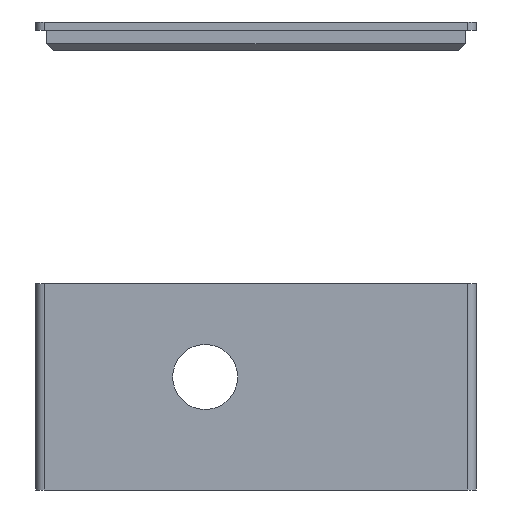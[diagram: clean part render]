
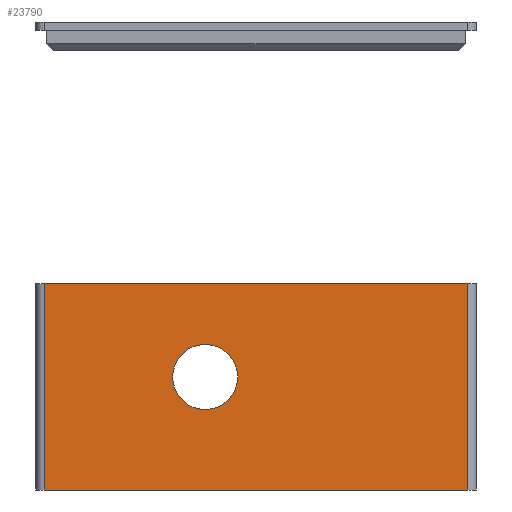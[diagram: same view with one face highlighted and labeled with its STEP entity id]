
A CAD part, left-side view. The second image highlights one B-rep face of the part: STEP entity #23790.
In plain terms, the highlighted planar face has unit normal (-1, 0, 0).
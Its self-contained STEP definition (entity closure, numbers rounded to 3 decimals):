
#62=CIRCLE('',#25059,11.5);
#486=FACE_BOUND('',#3734,.T.);
#2374=FACE_OUTER_BOUND('',#3733,.T.);
#3733=EDGE_LOOP('',(#17890,#17891,#17892,#17893));
#3734=EDGE_LOOP('',(#17894));
#5796=LINE('',#34456,#8206);
#5797=LINE('',#34459,#8207);
#5812=LINE('',#34527,#8222);
#5813=LINE('',#34528,#8223);
#8206=VECTOR('',#27573,10.);
#8207=VECTOR('',#27576,10.);
#8222=VECTOR('',#27631,10.);
#8223=VECTOR('',#27632,10.);
#10393=VERTEX_POINT('',#34452);
#10394=VERTEX_POINT('',#34454);
#10395=VERTEX_POINT('',#34458);
#10428=VERTEX_POINT('',#34526);
#10429=VERTEX_POINT('',#34529);
#13142=EDGE_CURVE('',#10394,#10393,#5796,.T.);
#13143=EDGE_CURVE('',#10393,#10395,#5797,.T.);
#13177=EDGE_CURVE('',#10428,#10394,#5812,.T.);
#13178=EDGE_CURVE('',#10395,#10428,#5813,.T.);
#13179=EDGE_CURVE('',#10429,#10429,#62,.T.);
#17890=ORIENTED_EDGE('',*,*,#13142,.F.);
#17891=ORIENTED_EDGE('',*,*,#13177,.F.);
#17892=ORIENTED_EDGE('',*,*,#13178,.F.);
#17893=ORIENTED_EDGE('',*,*,#13143,.F.);
#17894=ORIENTED_EDGE('',*,*,#13179,.T.);
#22961=PLANE('',#25058);
#23790=ADVANCED_FACE('',(#2374,#486),#22961,.T.);
#25058=AXIS2_PLACEMENT_3D('',#34525,#27629,#27630);
#25059=AXIS2_PLACEMENT_3D('',#34530,#27633,#27634);
#27573=DIRECTION('',(0.,0.,1.));
#27576=DIRECTION('',(0.,-1.,0.));
#27629=DIRECTION('center_axis',(-1.,0.,0.));
#27630=DIRECTION('ref_axis',(0.,1.,0.));
#27631=DIRECTION('',(0.,1.,0.));
#27632=DIRECTION('',(0.,0.,-1.));
#27633=DIRECTION('center_axis',(1.,0.,0.));
#27634=DIRECTION('ref_axis',(0.,1.,0.));
#34452=CARTESIAN_POINT('',(-13.,119.,70.));
#34454=CARTESIAN_POINT('',(-13.,119.,-3.));
#34456=CARTESIAN_POINT('',(-13.,119.,0.));
#34458=CARTESIAN_POINT('',(-13.,-31.,70.));
#34459=CARTESIAN_POINT('',(-13.,-34.,70.));
#34525=CARTESIAN_POINT('Origin',(-13.,-34.,0.));
#34526=CARTESIAN_POINT('',(-13.,-31.,-3.));
#34527=CARTESIAN_POINT('',(-13.,-34.,-3.));
#34528=CARTESIAN_POINT('',(-13.,-31.,0.));
#34529=CARTESIAN_POINT('',(-13.,50.5,37.));
#34530=CARTESIAN_POINT('Origin',(-13.,62.,37.));
